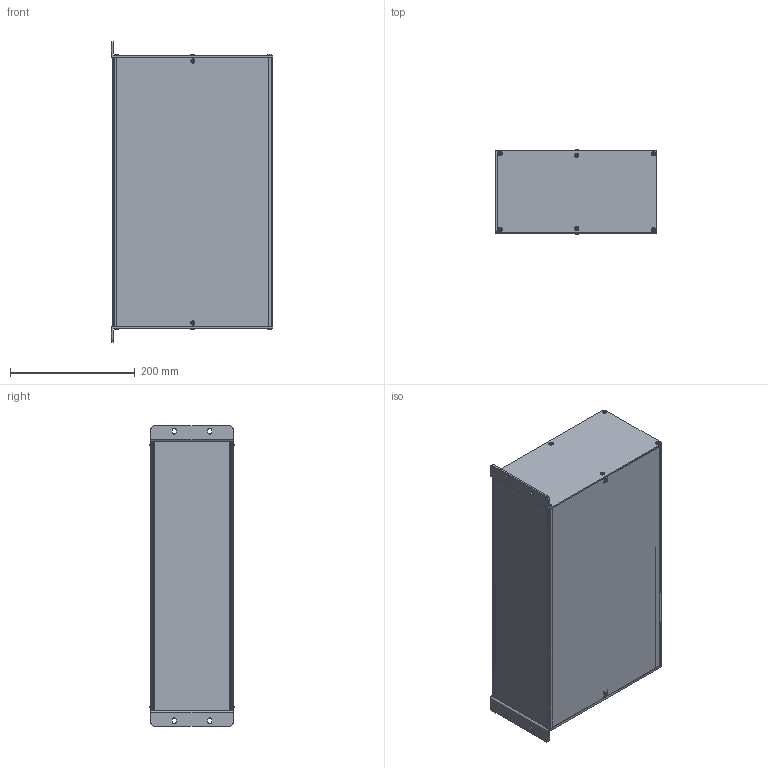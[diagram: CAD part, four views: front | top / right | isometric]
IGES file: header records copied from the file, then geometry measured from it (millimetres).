
Start section: SolidWorks IGES file using analytic representation for surfaces
Global section: file name: 3ru10.IGS; native system: SolidWorks 2010; preprocessor: SolidWorks 2010; author: Steve; date: 100531.200102; units: inch
Bounding box: 259.21 x 134.94 x 482.6 mm (x, y, z)
Surface area: 943641.9 mm2 (no closed solid volume)
Topology: 0 solids, 0 shells, 1536 faces, 23952 edges, 23952 vertices
Faces by surface type: revolution 824, bspline 712
